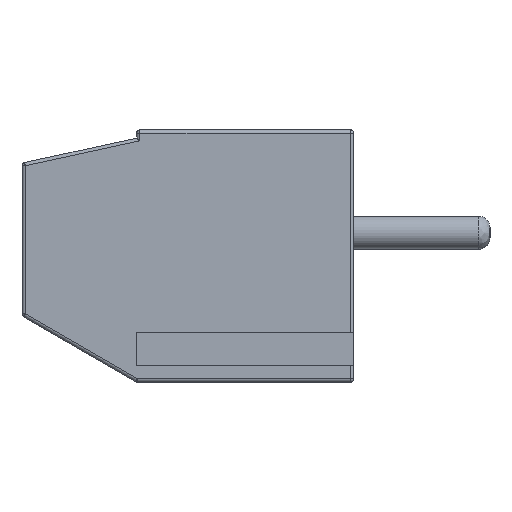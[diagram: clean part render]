
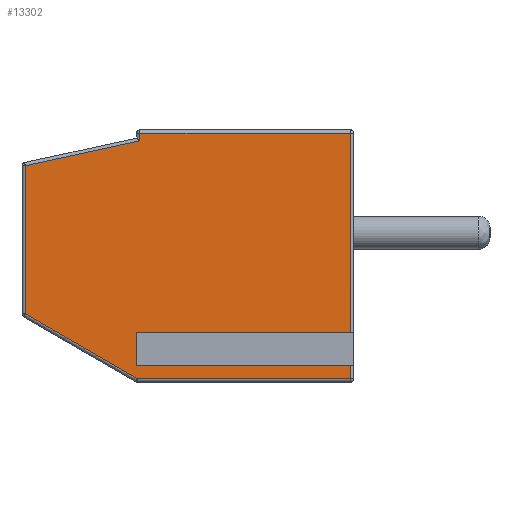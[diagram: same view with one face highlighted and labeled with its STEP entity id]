
A CAD part, left-side view. The second image highlights one B-rep face of the part: STEP entity #13302.
In plain terms, the highlighted planar face has unit normal (-1, 0, 0).
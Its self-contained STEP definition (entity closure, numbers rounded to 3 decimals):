
#63=DIRECTION('',(0.,0.,-1.));
#64=VECTOR('',#63,0.231);
#65=CARTESIAN_POINT('',(-15.,1.45,3.));
#66=LINE('',#65,#64);
#71=DIRECTION('',(0.,1.,0.));
#72=VECTOR('',#71,6.35);
#73=CARTESIAN_POINT('',(-15.,-4.9,3.));
#74=LINE('',#73,#72);
#78=DIRECTION('',(0.,0.,1.));
#79=VECTOR('',#78,6.186);
#80=CARTESIAN_POINT('',(-15.,-4.9,-3.186));
#81=LINE('',#80,#79);
#85=DIRECTION('',(0.,1.,0.));
#86=VECTOR('',#85,6.45);
#87=CARTESIAN_POINT('',(-15.,-4.9,-3.186));
#88=LINE('',#87,#86);
#92=DIRECTION('',(0.,0.,-1.));
#93=VECTOR('',#92,0.628);
#94=CARTESIAN_POINT('',(-15.,1.55,-3.186));
#95=LINE('',#94,#93);
#99=DIRECTION('',(0.,1.,0.));
#100=VECTOR('',#99,6.45);
#101=CARTESIAN_POINT('',(-15.,-4.9,-3.814));
#102=LINE('',#101,#100);
#106=DIRECTION('',(0.,0.,1.));
#107=VECTOR('',#106,0.586);
#108=CARTESIAN_POINT('',(-15.,-4.9,-4.4));
#109=LINE('',#108,#107);
#113=DIRECTION('',(0.,-1.,0.));
#114=VECTOR('',#113,6.423);
#115=CARTESIAN_POINT('',(-15.,1.523,-4.4));
#116=LINE('',#115,#114);
#120=DIRECTION('',(0.,-0.865,-0.502));
#121=VECTOR('',#120,3.903);
#122=CARTESIAN_POINT('',(-15.,4.9,-2.442));
#123=LINE('',#122,#121);
#127=DIRECTION('',(0.,0.,-1.));
#128=VECTOR('',#127,4.462);
#129=CARTESIAN_POINT('',(-15.,4.9,2.019));
#130=LINE('',#129,#128);
#134=DIRECTION('',(0.,0.977,-0.212));
#135=VECTOR('',#134,3.531);
#136=CARTESIAN_POINT('',(-15.,1.45,2.769));
#137=LINE('',#136,#135);
#5523=CARTESIAN_POINT('',(-15.,-4.9,-3.186));
#12101=CARTESIAN_POINT('',(-15.,1.45,3.));
#12102=CARTESIAN_POINT('',(-15.,1.45,2.769));
#12103=VERTEX_POINT('',#12101);
#12104=VERTEX_POINT('',#12102);
#12105=CARTESIAN_POINT('',(-15.,4.9,2.019));
#12106=VERTEX_POINT('',#12105);
#12111=CARTESIAN_POINT('',(-15.,4.9,-2.442));
#12112=VERTEX_POINT('',#12111);
#12117=CARTESIAN_POINT('',(-15.,1.523,-4.4));
#12118=VERTEX_POINT('',#12117);
#12123=CARTESIAN_POINT('',(-15.,-4.9,-4.4));
#12124=VERTEX_POINT('',#12123);
#12129=CARTESIAN_POINT('',(-15.,-4.9,-3.814));
#12130=VERTEX_POINT('',#12129);
#12133=CARTESIAN_POINT('',(-15.,-4.9,3.));
#12134=VERTEX_POINT('',#12133);
#12182=VERTEX_POINT('',#5523);
#12223=CARTESIAN_POINT('',(-15.,1.55,-3.186));
#12224=CARTESIAN_POINT('',(-15.,1.55,-3.814));
#12225=VERTEX_POINT('',#12223);
#12226=VERTEX_POINT('',#12224);
#13273=CARTESIAN_POINT('',(-15.,0.,0.));
#13274=DIRECTION('',(1.,0.,0.));
#13275=DIRECTION('',(0.,-1.,0.));
#13276=AXIS2_PLACEMENT_3D('',#13273,#13274,#13275);
#13277=PLANE('',#13276);
#13279=ORIENTED_EDGE('',*,*,#13278,.F.);
#13281=ORIENTED_EDGE('',*,*,#13280,.F.);
#13283=ORIENTED_EDGE('',*,*,#13282,.F.);
#13285=ORIENTED_EDGE('',*,*,#13284,.T.);
#13287=ORIENTED_EDGE('',*,*,#13286,.T.);
#13289=ORIENTED_EDGE('',*,*,#13288,.F.);
#13291=ORIENTED_EDGE('',*,*,#13290,.F.);
#13293=ORIENTED_EDGE('',*,*,#13292,.F.);
#13295=ORIENTED_EDGE('',*,*,#13294,.F.);
#13297=ORIENTED_EDGE('',*,*,#13296,.F.);
#13299=ORIENTED_EDGE('',*,*,#13298,.F.);
#13300=EDGE_LOOP('',(#13279,#13281,#13283,#13285,#13287,#13289,#13291,#13293,
#13295,#13297,#13299));
#13301=FACE_OUTER_BOUND('',#13300,.F.);
#13302=ADVANCED_FACE('',(#13301),#13277,.F.);
#13278=EDGE_CURVE('',#12103,#12104,#66,.T.);
#13280=EDGE_CURVE('',#12134,#12103,#74,.T.);
#13282=EDGE_CURVE('',#12182,#12134,#81,.T.);
#13284=EDGE_CURVE('',#12182,#12225,#88,.T.);
#13286=EDGE_CURVE('',#12225,#12226,#95,.T.);
#13288=EDGE_CURVE('',#12130,#12226,#102,.T.);
#13290=EDGE_CURVE('',#12124,#12130,#109,.T.);
#13292=EDGE_CURVE('',#12118,#12124,#116,.T.);
#13294=EDGE_CURVE('',#12112,#12118,#123,.T.);
#13296=EDGE_CURVE('',#12106,#12112,#130,.T.);
#13298=EDGE_CURVE('',#12104,#12106,#137,.T.);
